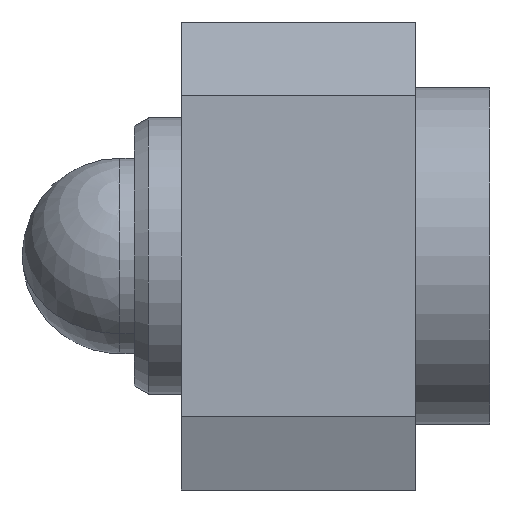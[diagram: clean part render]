
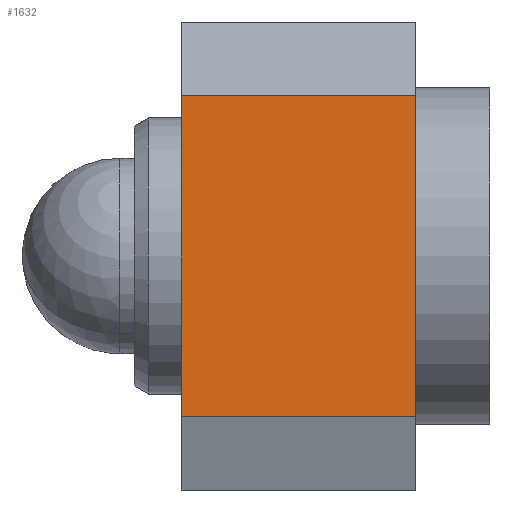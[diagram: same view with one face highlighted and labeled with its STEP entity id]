
A CAD part, left-side view. The second image highlights one B-rep face of the part: STEP entity #1632.
In plain terms, the highlighted planar face has unit normal (-1, 0, 0).
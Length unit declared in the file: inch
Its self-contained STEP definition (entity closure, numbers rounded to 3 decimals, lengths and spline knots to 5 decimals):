
#36 = LINE ( 'NONE', #1010, #202 ) ;
#52 = CARTESIAN_POINT ( 'NONE',  ( -0.01203, -0.05, -0.08425 ) ) ;
#87 = EDGE_CURVE ( 'NONE', #1433, #394, #1694, .T. ) ;
#130 = DIRECTION ( 'NONE',  ( -1., 0., 0. ) ) ;
#151 = CARTESIAN_POINT ( 'NONE',  ( -0.01203, -0.05, -0.08425 ) ) ;
#163 = VECTOR ( 'NONE', #1740, 39.37008 ) ;
#202 = VECTOR ( 'NONE', #583, 39.37008 ) ;
#234 = ORIENTED_EDGE ( 'NONE', *, *, #559, .T. ) ;
#291 = FACE_OUTER_BOUND ( 'NONE', #1576, .T. ) ;
#394 = VERTEX_POINT ( 'NONE', #511 ) ;
#443 = LINE ( 'NONE', #1000, #584 ) ;
#468 = VERTEX_POINT ( 'NONE', #1489 ) ;
#511 = CARTESIAN_POINT ( 'NONE',  ( -0.01203, 0., -0.01575 ) ) ;
#559 = EDGE_CURVE ( 'NONE', #468, #1433, #443, .T. ) ;
#583 = DIRECTION ( 'NONE',  ( 0., 0., 1. ) ) ;
#584 = VECTOR ( 'NONE', #1669, 39.37008 ) ;
#701 = DIRECTION ( 'NONE',  ( 0., 0., 1. ) ) ;
#738 = CARTESIAN_POINT ( 'NONE',  ( -0.01203, 0., -0.08425 ) ) ;
#995 = EDGE_CURVE ( 'NONE', #468, #1395, #1141, .T. ) ;
#1000 = CARTESIAN_POINT ( 'NONE',  ( -0.01203, -0.05, -0.08425 ) ) ;
#1008 = EDGE_CURVE ( 'NONE', #1395, #394, #36, .T. ) ;
#1010 = CARTESIAN_POINT ( 'NONE',  ( -0.01203, 0., -0.08425 ) ) ;
#1141 = LINE ( 'NONE', #52, #163 ) ;
#1219 = CARTESIAN_POINT ( 'NONE',  ( -0.01203, -0.05, -0.01575 ) ) ;
#1369 = CARTESIAN_POINT ( 'NONE',  ( -0.01203, -0.05, -0.01575 ) ) ;
#1395 = VERTEX_POINT ( 'NONE', #738 ) ;
#1400 = ORIENTED_EDGE ( 'NONE', *, *, #1008, .F. ) ;
#1418 = VECTOR ( 'NONE', #1539, 39.37008 ) ;
#1433 = VERTEX_POINT ( 'NONE', #1219 ) ;
#1489 = CARTESIAN_POINT ( 'NONE',  ( -0.01203, -0.05, -0.08425 ) ) ;
#1539 = DIRECTION ( 'NONE',  ( 0., 1., 0. ) ) ;
#1559 = ORIENTED_EDGE ( 'NONE', *, *, #87, .T. ) ;
#1576 = EDGE_LOOP ( 'NONE', ( #1400, #1785, #234, #1559 ) ) ;
#1632 = ADVANCED_FACE ( 'NONE', ( #291 ), #1670, .T. ) ;
#1669 = DIRECTION ( 'NONE',  ( 0., 0., 1. ) ) ;
#1670 = PLANE ( 'NONE',  #1671 ) ;
#1671 = AXIS2_PLACEMENT_3D ( 'NONE', #151, #130, #701 ) ;
#1694 = LINE ( 'NONE', #1369, #1418 ) ;
#1740 = DIRECTION ( 'NONE',  ( 0., 1., 0. ) ) ;
#1785 = ORIENTED_EDGE ( 'NONE', *, *, #995, .F. ) ;
